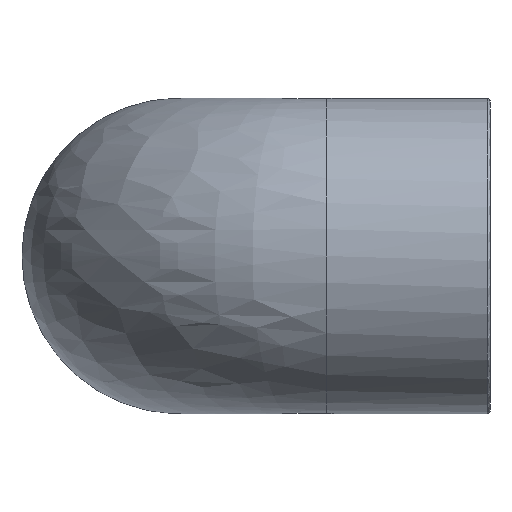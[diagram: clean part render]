
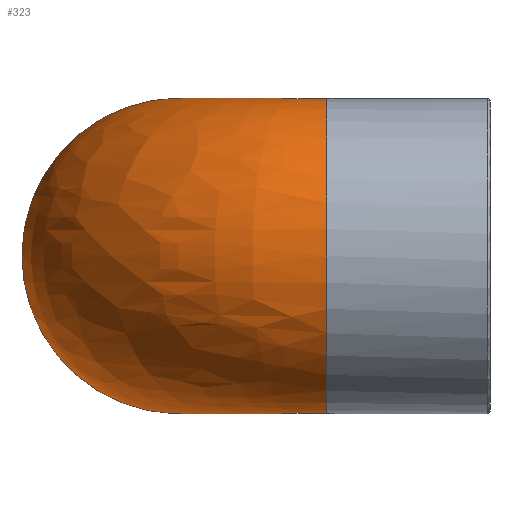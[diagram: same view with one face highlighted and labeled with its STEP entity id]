
A CAD part, left-side view. The second image highlights one B-rep face of the part: STEP entity #323.
In plain terms, the highlighted free-form (B-spline) face has degree [2, 2] with [9, 3] control points.
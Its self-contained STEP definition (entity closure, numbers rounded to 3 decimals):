
#21=(
BOUNDED_SURFACE()
B_SPLINE_SURFACE(2,2,((#533,#534,#535),(#536,#537,#538),(#539,#540,#541),
(#542,#543,#544),(#545,#546,#547),(#548,#549,#550),(#551,#552,#553),(#554,
#555,#556),(#557,#558,#559)),.UNSPECIFIED.,.F.,.F.,.F.)
B_SPLINE_SURFACE_WITH_KNOTS((3,2,2,2,3),(3,3),(-2.735,-1.368,
0.,1.368,2.735),(0.,1.571),
 .UNSPECIFIED.)
GEOMETRIC_REPRESENTATION_ITEM()
RATIONAL_B_SPLINE_SURFACE(((1.,0.707,1.),(0.775,
0.548,0.775),(1.,0.707,1.),(0.775,
0.548,0.775),(1.,0.707,1.),(0.775,
0.548,0.775),(1.,0.707,1.),(0.775,
0.548,0.775),(1.,0.707,1.)))
REPRESENTATION_ITEM('')
SURFACE()
);
#24=B_SPLINE_CURVE_WITH_KNOTS('',3,(#497,#498,#499,#500,#501,#502,#503,
#504,#505,#506,#507,#508,#509,#510,#511,#512),.UNSPECIFIED.,.F.,.F.,(4,
3,3,3,3,4),(0.,0.016,0.032,
0.035,0.051,0.071),.UNSPECIFIED.);
#25=B_SPLINE_CURVE_WITH_KNOTS('',3,(#516,#517,#518,#519,#520,#521,#522,
#523,#524,#525,#526,#527,#528,#529,#530,#531),.UNSPECIFIED.,.F.,.F.,(4,
3,3,3,3,4),(0.,0.02,0.035,
0.039,0.055,0.071),.UNSPECIFIED.);
#77=FACE_OUTER_BOUND('',#104,.T.);
#104=EDGE_LOOP('',(#239,#240,#241,#242));
#143=CIRCLE('',#355,30.);
#144=CIRCLE('',#356,30.);
#161=VERTEX_POINT('',#495);
#162=VERTEX_POINT('',#496);
#163=VERTEX_POINT('',#513);
#164=VERTEX_POINT('',#515);
#193=EDGE_CURVE('',#161,#162,#24,.T.);
#195=EDGE_CURVE('',#164,#163,#25,.T.);
#197=EDGE_CURVE('',#163,#161,#143,.T.);
#198=EDGE_CURVE('',#164,#162,#144,.T.);
#239=ORIENTED_EDGE('',*,*,#195,.T.);
#240=ORIENTED_EDGE('',*,*,#197,.T.);
#241=ORIENTED_EDGE('',*,*,#193,.T.);
#242=ORIENTED_EDGE('',*,*,#198,.F.);
#323=ADVANCED_FACE('',(#77),#21,.F.);
#355=AXIS2_PLACEMENT_3D('',#560,#401,#402);
#356=AXIS2_PLACEMENT_3D('',#561,#403,#404);
#401=DIRECTION('center_axis',(0.,1.,0.));
#402=DIRECTION('ref_axis',(-1.,0.,0.));
#403=DIRECTION('center_axis',(1.,0.,0.));
#404=DIRECTION('ref_axis',(0.,1.,0.));
#495=CARTESIAN_POINT('',(27.541,31.,11.895));
#496=CARTESIAN_POINT('',(28.,31.459,11.895));
#497=CARTESIAN_POINT('Ctrl Pts',(27.541,31.,11.895));
#498=CARTESIAN_POINT('Ctrl Pts',(27.545,31.054,11.886));
#499=CARTESIAN_POINT('Ctrl Pts',(27.558,31.107,11.878));
#500=CARTESIAN_POINT('Ctrl Pts',(27.58,31.157,11.873));
#501=CARTESIAN_POINT('Ctrl Pts',(27.6,31.206,11.867));
#502=CARTESIAN_POINT('Ctrl Pts',(27.629,31.252,11.864));
#503=CARTESIAN_POINT('Ctrl Pts',(27.664,31.292,11.863));
#504=CARTESIAN_POINT('Ctrl Pts',(27.671,31.3,11.863));
#505=CARTESIAN_POINT('Ctrl Pts',(27.678,31.307,11.863));
#506=CARTESIAN_POINT('Ctrl Pts',(27.685,31.315,11.863));
#507=CARTESIAN_POINT('Ctrl Pts',(27.722,31.352,11.863));
#508=CARTESIAN_POINT('Ctrl Pts',(27.765,31.382,11.865));
#509=CARTESIAN_POINT('Ctrl Pts',(27.812,31.406,11.87));
#510=CARTESIAN_POINT('Ctrl Pts',(27.871,31.436,11.875));
#511=CARTESIAN_POINT('Ctrl Pts',(27.935,31.454,11.884));
#512=CARTESIAN_POINT('Ctrl Pts',(28.,31.459,11.895));
#513=CARTESIAN_POINT('',(27.541,31.,-11.895));
#515=CARTESIAN_POINT('',(28.,31.459,-11.895));
#516=CARTESIAN_POINT('Ctrl Pts',(28.,31.459,-11.895));
#517=CARTESIAN_POINT('Ctrl Pts',(27.935,31.454,-11.884));
#518=CARTESIAN_POINT('Ctrl Pts',(27.871,31.436,-11.875));
#519=CARTESIAN_POINT('Ctrl Pts',(27.812,31.406,-11.87));
#520=CARTESIAN_POINT('Ctrl Pts',(27.765,31.382,-11.865));
#521=CARTESIAN_POINT('Ctrl Pts',(27.722,31.352,-11.863));
#522=CARTESIAN_POINT('Ctrl Pts',(27.685,31.315,-11.863));
#523=CARTESIAN_POINT('Ctrl Pts',(27.678,31.307,-11.863));
#524=CARTESIAN_POINT('Ctrl Pts',(27.671,31.3,-11.863));
#525=CARTESIAN_POINT('Ctrl Pts',(27.664,31.292,-11.863));
#526=CARTESIAN_POINT('Ctrl Pts',(27.629,31.252,-11.864));
#527=CARTESIAN_POINT('Ctrl Pts',(27.6,31.206,-11.867));
#528=CARTESIAN_POINT('Ctrl Pts',(27.58,31.157,-11.873));
#529=CARTESIAN_POINT('Ctrl Pts',(27.558,31.107,-11.878));
#530=CARTESIAN_POINT('Ctrl Pts',(27.545,31.054,-11.886));
#531=CARTESIAN_POINT('Ctrl Pts',(27.541,31.,-11.895));
#533=CARTESIAN_POINT('Ctrl Pts',(27.555,31.,11.862));
#534=CARTESIAN_POINT('Ctrl Pts',(27.555,31.445,11.862));
#535=CARTESIAN_POINT('Ctrl Pts',(28.,31.445,11.862));
#536=CARTESIAN_POINT('Ctrl Pts',(17.889,31.,34.317));
#537=CARTESIAN_POINT('Ctrl Pts',(17.889,41.111,34.317));
#538=CARTESIAN_POINT('Ctrl Pts',(28.,41.111,34.317));
#539=CARTESIAN_POINT('Ctrl Pts',(-6.056,31.,29.382));
#540=CARTESIAN_POINT('Ctrl Pts',(-6.056,65.056,29.382));
#541=CARTESIAN_POINT('Ctrl Pts',(28.,65.056,29.382));
#542=CARTESIAN_POINT('Ctrl Pts',(-30.,31.,24.448));
#543=CARTESIAN_POINT('Ctrl Pts',(-30.,89.,24.448));
#544=CARTESIAN_POINT('Ctrl Pts',(28.,89.,24.448));
#545=CARTESIAN_POINT('Ctrl Pts',(-30.,31.,0.));
#546=CARTESIAN_POINT('Ctrl Pts',(-30.,89.,0.));
#547=CARTESIAN_POINT('Ctrl Pts',(28.,89.,0.));
#548=CARTESIAN_POINT('Ctrl Pts',(-30.,31.,-24.448));
#549=CARTESIAN_POINT('Ctrl Pts',(-30.,89.,-24.448));
#550=CARTESIAN_POINT('Ctrl Pts',(28.,89.,-24.448));
#551=CARTESIAN_POINT('Ctrl Pts',(-6.056,31.,-29.382));
#552=CARTESIAN_POINT('Ctrl Pts',(-6.056,65.056,-29.382));
#553=CARTESIAN_POINT('Ctrl Pts',(28.,65.056,-29.382));
#554=CARTESIAN_POINT('Ctrl Pts',(17.889,31.,-34.317));
#555=CARTESIAN_POINT('Ctrl Pts',(17.889,41.111,-34.317));
#556=CARTESIAN_POINT('Ctrl Pts',(28.,41.111,-34.317));
#557=CARTESIAN_POINT('Ctrl Pts',(27.555,31.,-11.862));
#558=CARTESIAN_POINT('Ctrl Pts',(27.555,31.445,-11.862));
#559=CARTESIAN_POINT('Ctrl Pts',(28.,31.445,-11.862));
#560=CARTESIAN_POINT('Origin',(0.,31.,0.));
#561=CARTESIAN_POINT('Origin',(28.,59.,0.));
